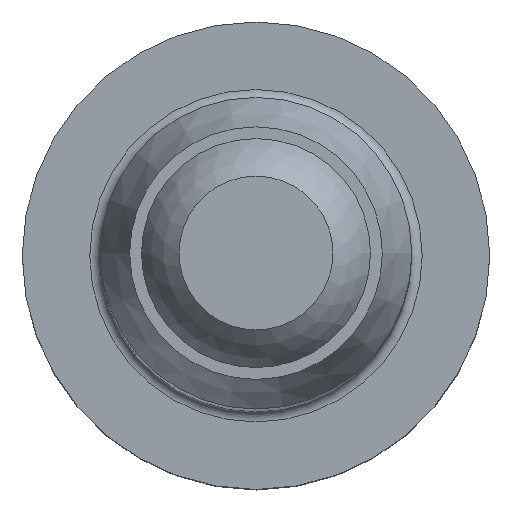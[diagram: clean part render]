
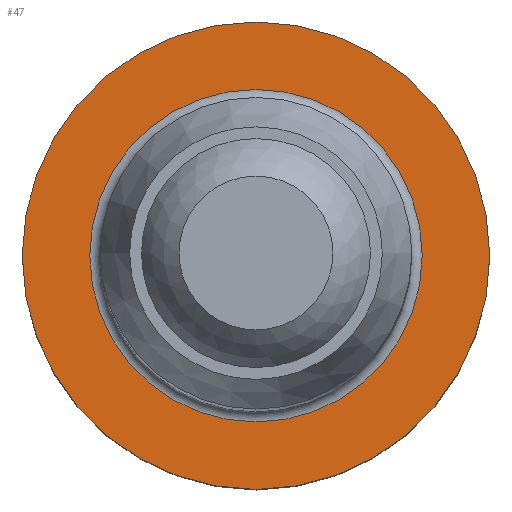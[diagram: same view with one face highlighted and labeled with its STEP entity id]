
A CAD part, top view. The second image highlights one B-rep face of the part: STEP entity #47.
In plain terms, the highlighted planar face has unit normal (0, 0, 1).
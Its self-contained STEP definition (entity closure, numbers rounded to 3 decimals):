
#47 = ADVANCED_FACE( '', ( #110, #111 ), #112, .F. );
#110 = FACE_BOUND( '', #196, .T. );
#111 = FACE_OUTER_BOUND( '', #197, .T. );
#112 = PLANE( '', #198 );
#196 = EDGE_LOOP( '', ( #276 ) );
#197 = EDGE_LOOP( '', ( #277 ) );
#198 = AXIS2_PLACEMENT_3D( '', #278, #279, #280 );
#276 = ORIENTED_EDGE( '', *, *, #447, .T. );
#277 = ORIENTED_EDGE( '', *, *, #448, .F. );
#278 = CARTESIAN_POINT( '', ( 0., 0., 0. ) );
#279 = DIRECTION( '', ( 0., 0., -1. ) );
#280 = DIRECTION( '', ( -1., 0., 0. ) );
#447 = EDGE_CURVE( '', #510, #510, #511, .T. );
#448 = EDGE_CURVE( '', #512, #512, #513, .T. );
#510 = VERTEX_POINT( '', #599 );
#511 = CIRCLE( '', #600, 12.8 );
#512 = VERTEX_POINT( '', #601 );
#513 = CIRCLE( '', #602, 18. );
#599 = CARTESIAN_POINT( '', ( -12.8, 0., 0. ) );
#600 = AXIS2_PLACEMENT_3D( '', #711, #712, #713 );
#601 = CARTESIAN_POINT( '', ( 18., 0., 0. ) );
#602 = AXIS2_PLACEMENT_3D( '', #714, #715, #716 );
#711 = CARTESIAN_POINT( '', ( 0., 0., 0. ) );
#712 = DIRECTION( '', ( 0., 0., -1. ) );
#713 = DIRECTION( '', ( -1., 0., 0. ) );
#714 = CARTESIAN_POINT( '', ( 0., 0., 0. ) );
#715 = DIRECTION( '', ( 0., 0., -1. ) );
#716 = DIRECTION( '', ( 1., 0., 0. ) );
